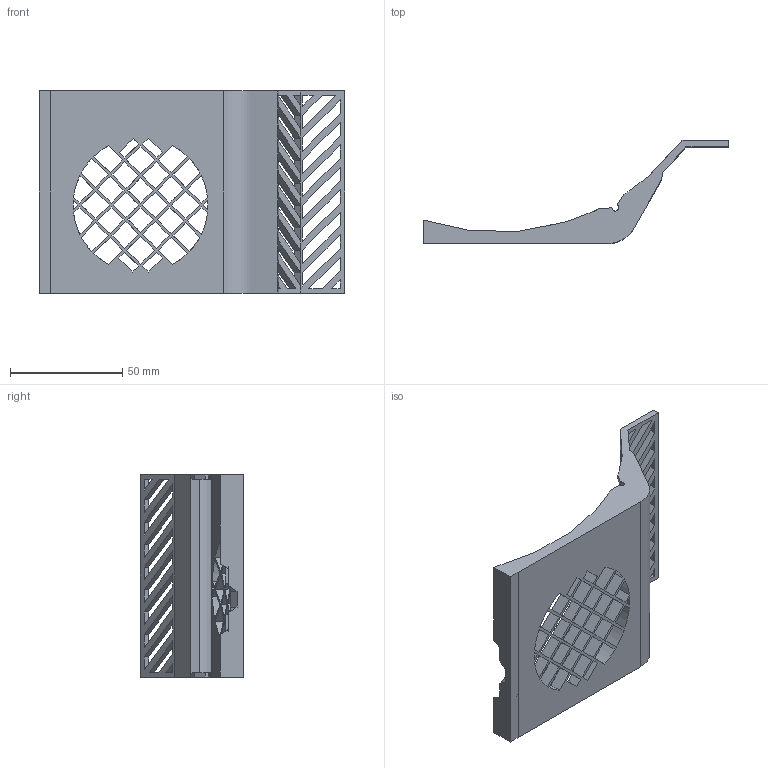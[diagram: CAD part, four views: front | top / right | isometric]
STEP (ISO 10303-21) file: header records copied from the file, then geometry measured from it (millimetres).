
FILE_DESCRIPTION(/* description */ ('Пол в корпус'),/* implementation_level */ '2;1');
FILE_NAME(/* name */ 'UNIT_FLOOR_Flor1.step',/* time_stamp */ '2025-09-27T11:29:11+03:00',/* author */ ('ruslanpavlucenko'),/* organization */ (''),/* preprocessor_version */ 'ST-DEVELOPER v19.2',/* originating_system */ 'Autodesk Inventor 2024',/* authorisation */ '');
FILE_SCHEMA (('AUTOMOTIVE_DESIGN { 1 0 10303 214 3 1 1 }'));
Length unit declared in the file: millimetre
Products named in the file (1): Flor1
Bounding box: 136 x 46 x 90 mm (x, y, z)
Volume: 72723 mm3; surface area: 36128 mm2
Topology: 1 solids, 1 shells, 291 faces, 921 edges, 601 vertices
Faces by surface type: plane 262, cylinder 25, bspline 4
Full cylindrical faces by diameter (mm): 2.7 x2
Entity records: 10370 total; most frequent: CARTESIAN_POINT 1963, ORIENTED_EDGE 1842, DIRECTION 1550, EDGE_CURVE 921, LINE 848, VECTOR 848, VERTEX_POINT 601, EDGE_LOOP 372
